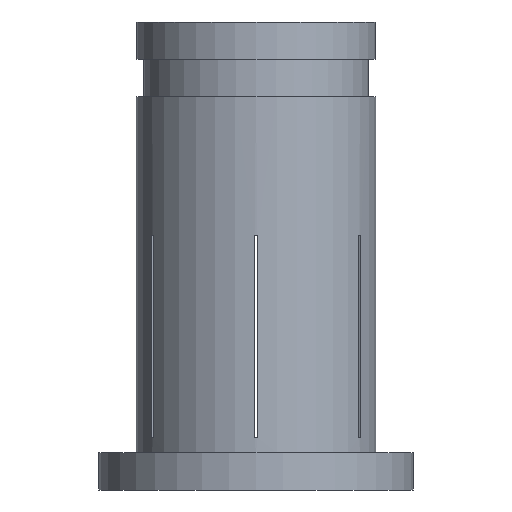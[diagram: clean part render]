
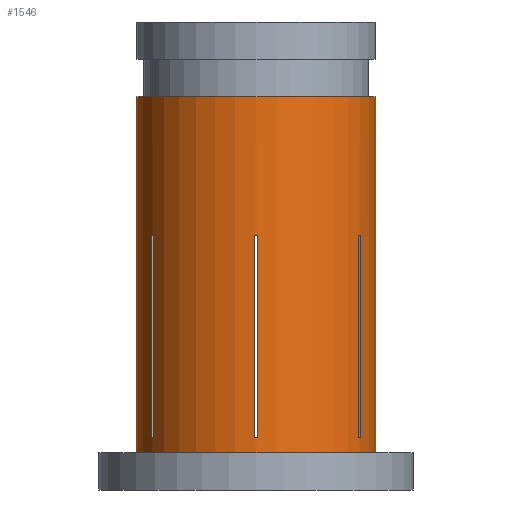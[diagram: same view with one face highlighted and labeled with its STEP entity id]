
A CAD part, front view. The second image highlights one B-rep face of the part: STEP entity #1546.
In plain terms, the highlighted cylindrical face has radius 16 mm (diameter 32 mm), a partial arc.
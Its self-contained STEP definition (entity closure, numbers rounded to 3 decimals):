
#6 = CARTESIAN_POINT ( 'NONE',  ( 0., 0., 0. ) ) ;
#7 = VERTEX_POINT ( 'NONE', #2021 ) ;
#11 = CIRCLE ( 'NONE', #1560, 16. ) ;
#20 = CARTESIAN_POINT ( 'NONE',  ( -0.2, -15.999, -28.5 ) ) ;
#23 = VERTEX_POINT ( 'NONE', #1536 ) ;
#38 = DIRECTION ( 'NONE',  ( 0., 0., -1. ) ) ;
#43 = CARTESIAN_POINT ( 'NONE',  ( 0.2, -15.999, -28.5 ) ) ;
#70 = CIRCLE ( 'NONE', #322, 16. ) ;
#71 = ORIENTED_EDGE ( 'NONE', *, *, #1327, .F. ) ;
#72 = ORIENTED_EDGE ( 'NONE', *, *, #786, .T. ) ;
#81 = LINE ( 'NONE', #1494, #108 ) ;
#91 = DIRECTION ( 'NONE',  ( 0., 0., 1. ) ) ;
#97 = AXIS2_PLACEMENT_3D ( 'NONE', #1083, #1873, #1078 ) ;
#104 = VERTEX_POINT ( 'NONE', #468 ) ;
#107 = ORIENTED_EDGE ( 'NONE', *, *, #1805, .T. ) ;
#108 = VECTOR ( 'NONE', #517, 1000. ) ;
#121 = VECTOR ( 'NONE', #935, 1000. ) ;
#122 = CIRCLE ( 'NONE', #97, 16. ) ;
#151 = VERTEX_POINT ( 'NONE', #1137 ) ;
#171 = VERTEX_POINT ( 'NONE', #20 ) ;
#202 = VERTEX_POINT ( 'NONE', #570 ) ;
#213 = CARTESIAN_POINT ( 'NONE',  ( -13.755, -8.173, 0. ) ) ;
#228 = ORIENTED_EDGE ( 'NONE', *, *, #771, .T. ) ;
#237 = ORIENTED_EDGE ( 'NONE', *, *, #365, .T. ) ;
#240 = DIRECTION ( 'NONE',  ( 1., 0., 0. ) ) ;
#244 = DIRECTION ( 'NONE',  ( 0., 0., 1. ) ) ;
#285 = FACE_OUTER_BOUND ( 'NONE', #1323, .T. ) ;
#317 = CARTESIAN_POINT ( 'NONE',  ( -0.2, -15.999, 0. ) ) ;
#322 = AXIS2_PLACEMENT_3D ( 'NONE', #950, #1576, #1089 ) ;
#326 = EDGE_CURVE ( 'NONE', #202, #404, #1119, .T. ) ;
#365 = EDGE_CURVE ( 'NONE', #104, #1077, #70, .T. ) ;
#396 = CARTESIAN_POINT ( 'NONE',  ( 0., 0., -55.5 ) ) ;
#401 = ORIENTED_EDGE ( 'NONE', *, *, #1621, .F. ) ;
#404 = VERTEX_POINT ( 'NONE', #1414 ) ;
#409 = VERTEX_POINT ( 'NONE', #959 ) ;
#422 = CARTESIAN_POINT ( 'NONE',  ( 0., 0., -28.5 ) ) ;
#439 = EDGE_CURVE ( 'NONE', #23, #1402, #1713, .T. ) ;
#468 = CARTESIAN_POINT ( 'NONE',  ( 0.2, -15.999, -55.5 ) ) ;
#470 = LINE ( 'NONE', #712, #1569 ) ;
#477 = VERTEX_POINT ( 'NONE', #1465 ) ;
#496 = AXIS2_PLACEMENT_3D ( 'NONE', #396, #1821, #1021 ) ;
#517 = DIRECTION ( 'NONE',  ( 0., 0., -1. ) ) ;
#542 = EDGE_CURVE ( 'NONE', #409, #919, #2020, .T. ) ;
#552 = EDGE_LOOP ( 'NONE', ( #72, #1631, #1578, #1275 ) ) ;
#553 = EDGE_CURVE ( 'NONE', #151, #1402, #122, .T. ) ;
#570 = CARTESIAN_POINT ( 'NONE',  ( -16., 0., -57.5 ) ) ;
#572 = CIRCLE ( 'NONE', #496, 16. ) ;
#599 = CARTESIAN_POINT ( 'NONE',  ( -13.755, -8.173, -28.5 ) ) ;
#614 = DIRECTION ( 'NONE',  ( 0., 0., -1. ) ) ;
#624 = AXIS2_PLACEMENT_3D ( 'NONE', #6, #934, #2061 ) ;
#636 = VECTOR ( 'NONE', #1662, 1000. ) ;
#649 = ORIENTED_EDGE ( 'NONE', *, *, #1042, .T. ) ;
#650 = CARTESIAN_POINT ( 'NONE',  ( -0.2, -15.999, -55.5 ) ) ;
#709 = VECTOR ( 'NONE', #1910, 1000. ) ;
#712 = CARTESIAN_POINT ( 'NONE',  ( -13.955, -7.826, 0. ) ) ;
#718 = VECTOR ( 'NONE', #614, 1000. ) ;
#725 = ORIENTED_EDGE ( 'NONE', *, *, #326, .T. ) ;
#752 = ORIENTED_EDGE ( 'NONE', *, *, #1268, .F. ) ;
#762 = DIRECTION ( 'NONE',  ( 0., 0., 1. ) ) ;
#766 = CARTESIAN_POINT ( 'NONE',  ( -13.955, -7.826, -55.5 ) ) ;
#771 = EDGE_CURVE ( 'NONE', #7, #1523, #572, .T. ) ;
#786 = EDGE_CURVE ( 'NONE', #23, #1423, #858, .T. ) ;
#812 = LINE ( 'NONE', #2043, #718 ) ;
#835 = EDGE_CURVE ( 'NONE', #1715, #104, #812, .T. ) ;
#858 = CIRCLE ( 'NONE', #1611, 16. ) ;
#862 = EDGE_CURVE ( 'NONE', #171, #1715, #1234, .T. ) ;
#919 = VERTEX_POINT ( 'NONE', #599 ) ;
#934 = DIRECTION ( 'NONE',  ( 0., 0., 1. ) ) ;
#935 = DIRECTION ( 'NONE',  ( 0., 0., 1. ) ) ;
#950 = CARTESIAN_POINT ( 'NONE',  ( 0., 0., -55.5 ) ) ;
#959 = CARTESIAN_POINT ( 'NONE',  ( -13.955, -7.826, -28.5 ) ) ;
#989 = AXIS2_PLACEMENT_3D ( 'NONE', #422, #762, #2019 ) ;
#1009 = DIRECTION ( 'NONE',  ( 0., 0., 1. ) ) ;
#1021 = DIRECTION ( 'NONE',  ( -1., 0., 0. ) ) ;
#1034 = CARTESIAN_POINT ( 'NONE',  ( 0., 0., -28.5 ) ) ;
#1041 = CARTESIAN_POINT ( 'NONE',  ( 13.955, -7.826, -28.5 ) ) ;
#1042 = EDGE_CURVE ( 'NONE', #404, #477, #1814, .T. ) ;
#1077 = VERTEX_POINT ( 'NONE', #650 ) ;
#1078 = DIRECTION ( 'NONE',  ( -1., 0., 0. ) ) ;
#1083 = CARTESIAN_POINT ( 'NONE',  ( 0., 0., -55.5 ) ) ;
#1089 = DIRECTION ( 'NONE',  ( -1., 0., 0. ) ) ;
#1108 = CARTESIAN_POINT ( 'NONE',  ( 13.755, -8.173, 0. ) ) ;
#1119 = CIRCLE ( 'NONE', #1994, 16. ) ;
#1137 = CARTESIAN_POINT ( 'NONE',  ( 13.955, -7.826, -55.5 ) ) ;
#1187 = EDGE_CURVE ( 'NONE', #409, #1523, #470, .T. ) ;
#1196 = DIRECTION ( 'NONE',  ( 0., 0., 1. ) ) ;
#1197 = CARTESIAN_POINT ( 'NONE',  ( 13.755, -8.173, -55.5 ) ) ;
#1201 = DIRECTION ( 'NONE',  ( 1., 0., 0. ) ) ;
#1203 = ORIENTED_EDGE ( 'NONE', *, *, #835, .T. ) ;
#1234 = CIRCLE ( 'NONE', #989, 16. ) ;
#1268 = EDGE_CURVE ( 'NONE', #1949, #477, #11, .T. ) ;
#1275 = ORIENTED_EDGE ( 'NONE', *, *, #439, .F. ) ;
#1291 = ORIENTED_EDGE ( 'NONE', *, *, #542, .T. ) ;
#1323 = EDGE_LOOP ( 'NONE', ( #71, #725, #649, #752 ) ) ;
#1327 = EDGE_CURVE ( 'NONE', #202, #1949, #1637, .T. ) ;
#1347 = CARTESIAN_POINT ( 'NONE',  ( -16., 0., 0. ) ) ;
#1349 = AXIS2_PLACEMENT_3D ( 'NONE', #1993, #244, #1358 ) ;
#1355 = CYLINDRICAL_SURFACE ( 'NONE', #624, 16. ) ;
#1358 = DIRECTION ( 'NONE',  ( 1., 0., 0. ) ) ;
#1402 = VERTEX_POINT ( 'NONE', #1197 ) ;
#1409 = VECTOR ( 'NONE', #1675, 1000. ) ;
#1414 = CARTESIAN_POINT ( 'NONE',  ( 16., 0., -57.5 ) ) ;
#1423 = VERTEX_POINT ( 'NONE', #1041 ) ;
#1465 = CARTESIAN_POINT ( 'NONE',  ( 16., 0., -10. ) ) ;
#1494 = CARTESIAN_POINT ( 'NONE',  ( 13.955, -7.826, 0. ) ) ;
#1509 = LINE ( 'NONE', #317, #709 ) ;
#1511 = CARTESIAN_POINT ( 'NONE',  ( 0., 0., -10. ) ) ;
#1523 = VERTEX_POINT ( 'NONE', #766 ) ;
#1532 = EDGE_LOOP ( 'NONE', ( #1741, #1291, #107, #228 ) ) ;
#1536 = CARTESIAN_POINT ( 'NONE',  ( 13.755, -8.173, -28.5 ) ) ;
#1546 = ADVANCED_FACE ( 'NONE', ( #285, #1834, #1883, #1684 ), #1355, .T. ) ;
#1560 = AXIS2_PLACEMENT_3D ( 'NONE', #1511, #1009, #1804 ) ;
#1569 = VECTOR ( 'NONE', #1810, 1000. ) ;
#1576 = DIRECTION ( 'NONE',  ( 0., 0., -1. ) ) ;
#1578 = ORIENTED_EDGE ( 'NONE', *, *, #553, .T. ) ;
#1611 = AXIS2_PLACEMENT_3D ( 'NONE', #1034, #91, #1201 ) ;
#1621 = EDGE_CURVE ( 'NONE', #171, #1077, #1509, .T. ) ;
#1631 = ORIENTED_EDGE ( 'NONE', *, *, #1986, .T. ) ;
#1637 = LINE ( 'NONE', #1347, #1409 ) ;
#1662 = DIRECTION ( 'NONE',  ( 0., 0., -1. ) ) ;
#1675 = DIRECTION ( 'NONE',  ( 0., 0., 1. ) ) ;
#1684 = FACE_BOUND ( 'NONE', #1799, .T. ) ;
#1704 = ORIENTED_EDGE ( 'NONE', *, *, #862, .T. ) ;
#1713 = LINE ( 'NONE', #1108, #2042 ) ;
#1715 = VERTEX_POINT ( 'NONE', #43 ) ;
#1727 = LINE ( 'NONE', #213, #636 ) ;
#1741 = ORIENTED_EDGE ( 'NONE', *, *, #1187, .F. ) ;
#1799 = EDGE_LOOP ( 'NONE', ( #401, #1704, #1203, #237 ) ) ;
#1804 = DIRECTION ( 'NONE',  ( 1., 0., 0. ) ) ;
#1805 = EDGE_CURVE ( 'NONE', #919, #7, #1727, .T. ) ;
#1810 = DIRECTION ( 'NONE',  ( 0., 0., -1. ) ) ;
#1812 = CARTESIAN_POINT ( 'NONE',  ( -16., 0., -10. ) ) ;
#1814 = LINE ( 'NONE', #1888, #121 ) ;
#1821 = DIRECTION ( 'NONE',  ( 0., 0., -1. ) ) ;
#1834 = FACE_BOUND ( 'NONE', #552, .T. ) ;
#1873 = DIRECTION ( 'NONE',  ( 0., 0., -1. ) ) ;
#1883 = FACE_BOUND ( 'NONE', #1532, .T. ) ;
#1888 = CARTESIAN_POINT ( 'NONE',  ( 16., 0., 0. ) ) ;
#1910 = DIRECTION ( 'NONE',  ( 0., 0., -1. ) ) ;
#1949 = VERTEX_POINT ( 'NONE', #1812 ) ;
#1986 = EDGE_CURVE ( 'NONE', #1423, #151, #81, .T. ) ;
#1993 = CARTESIAN_POINT ( 'NONE',  ( 0., 0., -28.5 ) ) ;
#1994 = AXIS2_PLACEMENT_3D ( 'NONE', #1995, #1196, #240 ) ;
#1995 = CARTESIAN_POINT ( 'NONE',  ( 0., 0., -57.5 ) ) ;
#2019 = DIRECTION ( 'NONE',  ( 1., 0., 0. ) ) ;
#2020 = CIRCLE ( 'NONE', #1349, 16. ) ;
#2021 = CARTESIAN_POINT ( 'NONE',  ( -13.755, -8.173, -55.5 ) ) ;
#2042 = VECTOR ( 'NONE', #38, 1000. ) ;
#2043 = CARTESIAN_POINT ( 'NONE',  ( 0.2, -15.999, 0. ) ) ;
#2061 = DIRECTION ( 'NONE',  ( 1., 0., 0. ) ) ;
